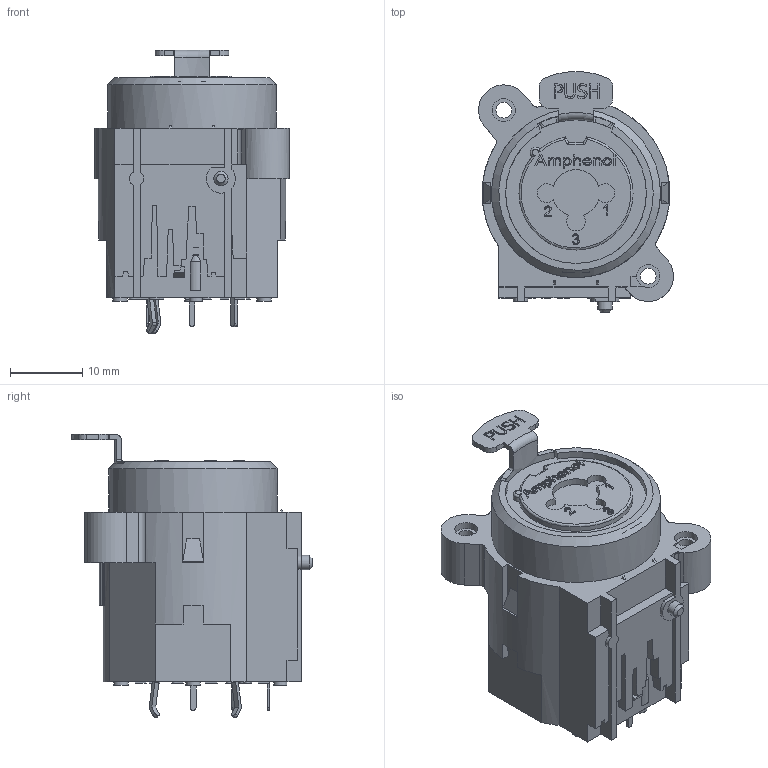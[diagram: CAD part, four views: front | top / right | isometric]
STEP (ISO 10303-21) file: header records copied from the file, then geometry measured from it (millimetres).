
FILE_DESCRIPTION(/* description */ (''),/* implementation_level */ '2;1');
FILE_NAME(/* name */ 'ACJC6V.stp',/* time_stamp */ '2026-03-31T09:50:13+11:00',/* author */ ('minh'),/* organization */ (''),/* preprocessor_version */ 'ST-DEVELOPER v19.2',/* originating_system */ 'Autodesk Inventor 2023',/* authorisation */ '');
FILE_SCHEMA (('AUTOMOTIVE_DESIGN { 1 0 10303 214 3 1 1 }'));
Length unit declared in the file: inch
Products named in the file (1): ACJC6V simplified
Bounding box: 27 x 33.31 x 39.3 mm (x, y, z)
Volume: 16076 mm3; surface area: 4989.4 mm2
Topology: 1 solids, 4 shells, 739 faces, 2005 edges, 1331 vertices
Faces by surface type: plane 458, bspline 194, cylinder 77, cone 5, torus 5
Full cylindrical faces by diameter (mm): 1.35 x1, 1.8 x2, 2 x4, 2.2 x2, 3.2 x4
Entity records: 25134 total; most frequent: CARTESIAN_POINT 6870, ORIENTED_EDGE 4012, DIRECTION 2872, EDGE_CURVE 2006, LINE 1406, VECTOR 1406, VERTEX_POINT 1331, EDGE_LOOP 805
